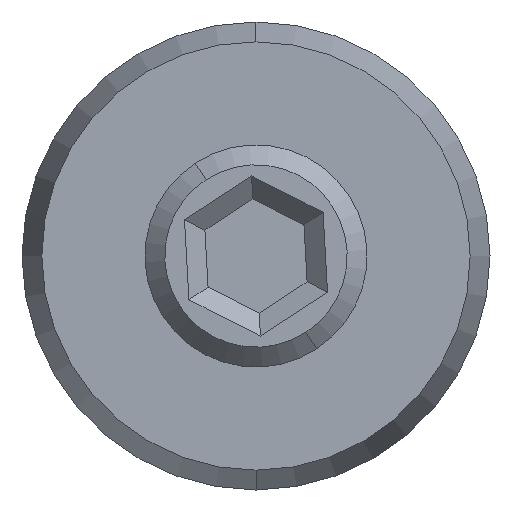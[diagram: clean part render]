
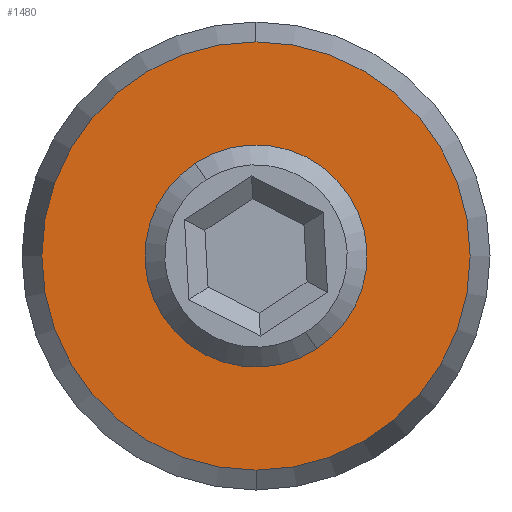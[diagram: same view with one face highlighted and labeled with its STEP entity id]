
A CAD part, front view. The second image highlights one B-rep face of the part: STEP entity #1480.
In plain terms, the highlighted planar face has unit normal (0, -1, 0).
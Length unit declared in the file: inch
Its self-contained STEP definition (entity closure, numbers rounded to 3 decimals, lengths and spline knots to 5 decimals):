
#8 = CARTESIAN_POINT ( 'NONE',  ( -0.04197, -0.65213, -0.15235 ) ) ;
#25 = CARTESIAN_POINT ( 'NONE',  ( -0.04197, -0.65213, 0.01015 ) ) ;
#41 = DIRECTION ( 'NONE',  ( 0., 0., 1. ) ) ;
#43 = DIRECTION ( 'NONE',  ( 0., 1., 0. ) ) ;
#44 = CARTESIAN_POINT ( 'NONE',  ( 0.06603, -0.65213, -0.04435 ) ) ;
#45 = PLANE ( 'NONE',  #1307 ) ;
#95 = CARTESIAN_POINT ( 'NONE',  ( -0.04197, -0.65213, -0.09885 ) ) ;
#177 = DIRECTION ( 'NONE',  ( 0., 0., 1. ) ) ;
#180 = DIRECTION ( 'NONE',  ( 0., 1., 0. ) ) ;
#182 = CARTESIAN_POINT ( 'NONE',  ( -0.04197, -0.65213, -0.04435 ) ) ;
#202 = CARTESIAN_POINT ( 'NONE',  ( -0.04197, -0.65213, 0.06365 ) ) ;
#291 = FACE_OUTER_BOUND ( 'NONE', #358, .T. ) ;
#292 = FACE_BOUND ( 'NONE', #360, .T. ) ;
#358 = EDGE_LOOP ( 'NONE', ( #469, #468 ) ) ;
#360 = EDGE_LOOP ( 'NONE', ( #466, #467 ) ) ;
#466 = ORIENTED_EDGE ( 'NONE', *, *, #617, .T. ) ;
#467 = ORIENTED_EDGE ( 'NONE', *, *, #586, .T. ) ;
#468 = ORIENTED_EDGE ( 'NONE', *, *, #587, .F. ) ;
#469 = ORIENTED_EDGE ( 'NONE', *, *, #600, .F. ) ;
#526 = DIRECTION ( 'NONE',  ( 0., 0., 1. ) ) ;
#551 = DIRECTION ( 'NONE',  ( 0., 0., 1. ) ) ;
#552 = DIRECTION ( 'NONE',  ( 0., 1., 0. ) ) ;
#553 = CARTESIAN_POINT ( 'NONE',  ( -0.04197, -0.65213, -0.04435 ) ) ;
#568 = CARTESIAN_POINT ( 'NONE',  ( -0.04197, -0.65213, -0.04435 ) ) ;
#572 = CARTESIAN_POINT ( 'NONE',  ( -0.04197, -0.65213, -0.04435 ) ) ;
#574 = DIRECTION ( 'NONE',  ( 0., 1., 0. ) ) ;
#576 = DIRECTION ( 'NONE',  ( 0., 1., 0. ) ) ;
#585 = DIRECTION ( 'NONE',  ( 0., 0., 1. ) ) ;
#586 = EDGE_CURVE ( 'NONE', #758, #745, #1348, .T. ) ;
#587 = EDGE_CURVE ( 'NONE', #762, #790, #1441, .T. ) ;
#600 = EDGE_CURVE ( 'NONE', #790, #762, #1316, .T. ) ;
#617 = EDGE_CURVE ( 'NONE', #745, #758, #1288, .T. ) ;
#745 = VERTEX_POINT ( 'NONE', #95 ) ;
#758 = VERTEX_POINT ( 'NONE', #25 ) ;
#762 = VERTEX_POINT ( 'NONE', #8 ) ;
#790 = VERTEX_POINT ( 'NONE', #202 ) ;
#1263 = AXIS2_PLACEMENT_3D ( 'NONE', #182, #180, #177 ) ;
#1288 = CIRCLE ( 'NONE', #1263, 0.0545 ) ;
#1307 = AXIS2_PLACEMENT_3D ( 'NONE', #44, #43, #41 ) ;
#1308 = AXIS2_PLACEMENT_3D ( 'NONE', #553, #552, #551 ) ;
#1316 = CIRCLE ( 'NONE', #1308, 0.108 ) ;
#1344 = AXIS2_PLACEMENT_3D ( 'NONE', #572, #576, #526 ) ;
#1348 = CIRCLE ( 'NONE', #1353, 0.0545 ) ;
#1353 = AXIS2_PLACEMENT_3D ( 'NONE', #568, #574, #585 ) ;
#1441 = CIRCLE ( 'NONE', #1344, 0.108 ) ;
#1480 = ADVANCED_FACE ( 'NONE', ( #292, #291 ), #45, .F. ) ;
